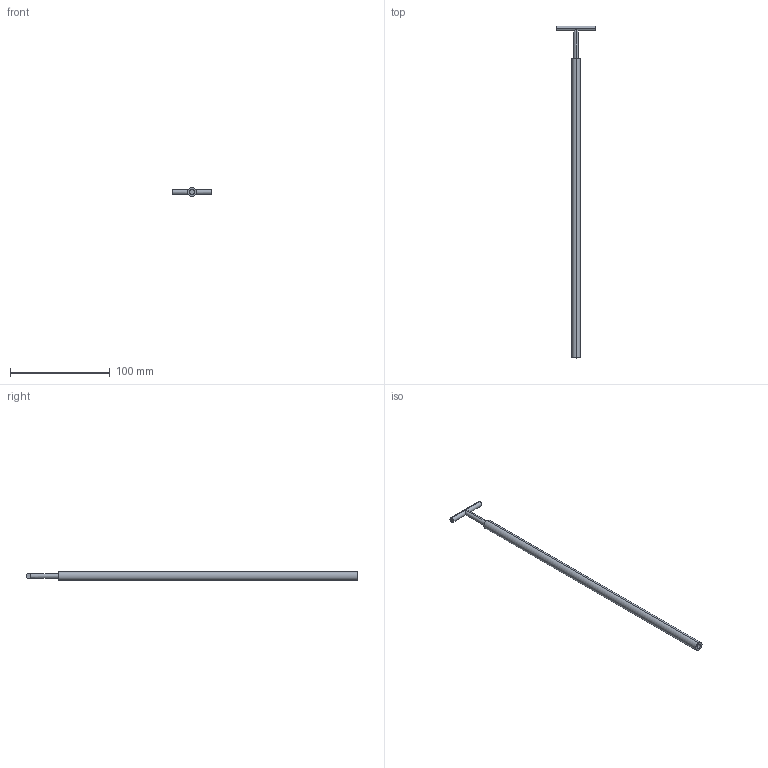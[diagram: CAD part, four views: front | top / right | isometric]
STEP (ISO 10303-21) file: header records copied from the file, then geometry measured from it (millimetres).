
FILE_DESCRIPTION (( 'STEP AP214' ), '1' );
FILE_NAME ('AmortiguadorCuerpo.STEP', '2025-01-24T01:01:57', ( '' ), ( '' ), 'SwSTEP 2.0', 'SolidWorks 2024', '' );
FILE_SCHEMA (( 'AUTOMOTIVE_DESIGN' ));
Length unit declared in the file: millimetre
Products named in the file (1): AmortiguadorCuerpo
Bounding box: 40 x 332.5 x 9 mm (x, y, z)
Volume: 18454.5 mm3; surface area: 11249.5 mm2
Topology: 1 solids, 1 shells, 14 faces, 26 edges, 16 vertices
Faces by surface type: cylinder 9, plane 5
Entity records: 375 total; most frequent: DIRECTION 68, CARTESIAN_POINT 63, ORIENTED_EDGE 52, AXIS2_PLACEMENT_3D 29, EDGE_CURVE 26, VERTEX_POINT 16, EDGE_LOOP 16, FACE_OUTER_BOUND 14
